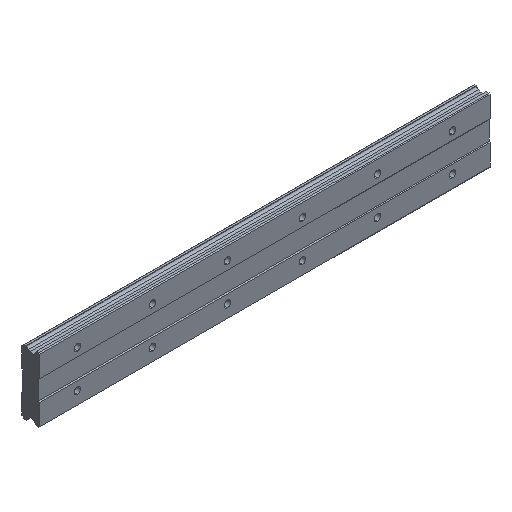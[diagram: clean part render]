
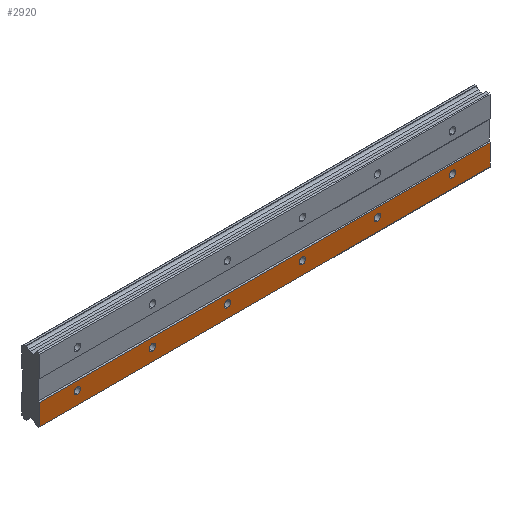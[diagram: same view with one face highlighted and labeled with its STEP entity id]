
A CAD part, isometric view. The second image highlights one B-rep face of the part: STEP entity #2920.
In plain terms, the highlighted planar face has unit normal (0, -1, 0).
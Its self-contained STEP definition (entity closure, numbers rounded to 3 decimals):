
#27 = ORIENTED_EDGE ( 'NONE', *, *, #80, .F. ) ;
#29 = EDGE_CURVE ( 'NONE', #322, #1510, #2777, .T. ) ;
#41 = CARTESIAN_POINT ( 'NONE',  ( 400., 0., -20. ) ) ;
#46 = PLANE ( 'NONE',  #2769 ) ;
#80 = EDGE_CURVE ( 'NONE', #598, #181, #1317, .T. ) ;
#92 = ORIENTED_EDGE ( 'NONE', *, *, #975, .F. ) ;
#97 = CARTESIAN_POINT ( 'NONE',  ( 240., 0., -20. ) ) ;
#106 = DIRECTION ( 'NONE',  ( 0., -1., 0. ) ) ;
#114 = DIRECTION ( 'NONE',  ( 0., 0., 1. ) ) ;
#128 = CARTESIAN_POINT ( 'NONE',  ( 160., 0., -23.5 ) ) ;
#147 = DIRECTION ( 'NONE',  ( 0., 0., 1. ) ) ;
#163 = CARTESIAN_POINT ( 'NONE',  ( 160., 0., -20. ) ) ;
#181 = VERTEX_POINT ( 'NONE', #1544 ) ;
#194 = CARTESIAN_POINT ( 'NONE',  ( 400., 0., -23.5 ) ) ;
#196 = ORIENTED_EDGE ( 'NONE', *, *, #1670, .F. ) ;
#220 = DIRECTION ( 'NONE',  ( 0., 0., 1. ) ) ;
#267 = VERTEX_POINT ( 'NONE', #194 ) ;
#291 = DIRECTION ( 'NONE',  ( 0., 0., 1. ) ) ;
#322 = VERTEX_POINT ( 'NONE', #921 ) ;
#330 = DIRECTION ( 'NONE',  ( 1., 0., 0. ) ) ;
#354 = CIRCLE ( 'NONE', #2655, 3.5 ) ;
#372 = CIRCLE ( 'NONE', #1146, 3.5 ) ;
#384 = CARTESIAN_POINT ( 'NONE',  ( 80., 0., -20. ) ) ;
#416 = EDGE_LOOP ( 'NONE', ( #2037, #1731, #27, #472 ) ) ;
#429 = ORIENTED_EDGE ( 'NONE', *, *, #1700, .F. ) ;
#472 = ORIENTED_EDGE ( 'NONE', *, *, #2172, .F. ) ;
#479 = EDGE_CURVE ( 'NONE', #2780, #761, #2742, .T. ) ;
#491 = DIRECTION ( 'NONE',  ( 0., 1., 0. ) ) ;
#530 = ORIENTED_EDGE ( 'NONE', *, *, #2793, .F. ) ;
#563 = CARTESIAN_POINT ( 'NONE',  ( 0., 0., -20. ) ) ;
#566 = CIRCLE ( 'NONE', #1387, 3.5 ) ;
#598 = VERTEX_POINT ( 'NONE', #2588 ) ;
#601 = DIRECTION ( 'NONE',  ( 0., 0., 1. ) ) ;
#622 = DIRECTION ( 'NONE',  ( 0., 0., -1. ) ) ;
#626 = ORIENTED_EDGE ( 'NONE', *, *, #742, .F. ) ;
#634 = EDGE_CURVE ( 'NONE', #2407, #267, #1426, .T. ) ;
#683 = ORIENTED_EDGE ( 'NONE', *, *, #796, .F. ) ;
#712 = VECTOR ( 'NONE', #2285, 1000. ) ;
#718 = AXIS2_PLACEMENT_3D ( 'NONE', #2918, #1824, #2249 ) ;
#719 = DIRECTION ( 'NONE',  ( 0., -1., 0. ) ) ;
#732 = CARTESIAN_POINT ( 'NONE',  ( 440., 0., -33.5 ) ) ;
#742 = EDGE_CURVE ( 'NONE', #1552, #2099, #354, .T. ) ;
#749 = FACE_BOUND ( 'NONE', #2299, .T. ) ;
#761 = VERTEX_POINT ( 'NONE', #128 ) ;
#796 = EDGE_CURVE ( 'NONE', #2441, #868, #2323, .T. ) ;
#804 = AXIS2_PLACEMENT_3D ( 'NONE', #163, #2686, #220 ) ;
#849 = DIRECTION ( 'NONE',  ( 0., 0., 1. ) ) ;
#854 = AXIS2_PLACEMENT_3D ( 'NONE', #1751, #2654, #1527 ) ;
#868 = VERTEX_POINT ( 'NONE', #1025 ) ;
#881 = VECTOR ( 'NONE', #1653, 1000. ) ;
#885 = DIRECTION ( 'NONE',  ( 0., -1., 0. ) ) ;
#920 = FACE_OUTER_BOUND ( 'NONE', #416, .T. ) ;
#921 = CARTESIAN_POINT ( 'NONE',  ( 440., 0., -33.5 ) ) ;
#964 = VERTEX_POINT ( 'NONE', #2949 ) ;
#970 = FACE_BOUND ( 'NONE', #2522, .T. ) ;
#975 = EDGE_CURVE ( 'NONE', #964, #2397, #1076, .T. ) ;
#978 = ORIENTED_EDGE ( 'NONE', *, *, #2463, .F. ) ;
#988 = AXIS2_PLACEMENT_3D ( 'NONE', #2150, #106, #601 ) ;
#992 = DIRECTION ( 'NONE',  ( 0., 0., 1. ) ) ;
#1023 = DIRECTION ( 'NONE',  ( 0., 0., 1. ) ) ;
#1025 = CARTESIAN_POINT ( 'NONE',  ( 0., 0., -23.5 ) ) ;
#1039 = AXIS2_PLACEMENT_3D ( 'NONE', #563, #2849, #849 ) ;
#1051 = CARTESIAN_POINT ( 'NONE',  ( 400., 0., -16.5 ) ) ;
#1066 = CARTESIAN_POINT ( 'NONE',  ( 0., 0., -20. ) ) ;
#1076 = CIRCLE ( 'NONE', #1167, 3.5 ) ;
#1099 = ORIENTED_EDGE ( 'NONE', *, *, #1710, .F. ) ;
#1100 = VECTOR ( 'NONE', #622, 1000. ) ;
#1146 = AXIS2_PLACEMENT_3D ( 'NONE', #1066, #1961, #2856 ) ;
#1154 = LINE ( 'NONE', #2890, #1100 ) ;
#1167 = AXIS2_PLACEMENT_3D ( 'NONE', #2556, #1618, #992 ) ;
#1174 = VECTOR ( 'NONE', #330, 1000. ) ;
#1278 = CARTESIAN_POINT ( 'NONE',  ( 240., 0., -16.5 ) ) ;
#1309 = ORIENTED_EDGE ( 'NONE', *, *, #1813, .F. ) ;
#1317 = LINE ( 'NONE', #2643, #1174 ) ;
#1365 = CARTESIAN_POINT ( 'NONE',  ( -40., 0., -11. ) ) ;
#1387 = AXIS2_PLACEMENT_3D ( 'NONE', #2685, #2886, #2488 ) ;
#1396 = EDGE_CURVE ( 'NONE', #181, #322, #1154, .T. ) ;
#1426 = CIRCLE ( 'NONE', #2511, 3.5 ) ;
#1510 = VERTEX_POINT ( 'NONE', #2331 ) ;
#1527 = DIRECTION ( 'NONE',  ( 0., 0., 1. ) ) ;
#1544 = CARTESIAN_POINT ( 'NONE',  ( 440., 0., -11. ) ) ;
#1551 = EDGE_LOOP ( 'NONE', ( #92, #1099 ) ) ;
#1552 = VERTEX_POINT ( 'NONE', #1902 ) ;
#1581 = CIRCLE ( 'NONE', #2434, 3.5 ) ;
#1618 = DIRECTION ( 'NONE',  ( 0., -1., 0. ) ) ;
#1645 = FACE_BOUND ( 'NONE', #1998, .T. ) ;
#1653 = DIRECTION ( 'NONE',  ( -1., 0., 0. ) ) ;
#1660 = FACE_BOUND ( 'NONE', #2085, .T. ) ;
#1670 = EDGE_CURVE ( 'NONE', #868, #2441, #372, .T. ) ;
#1700 = EDGE_CURVE ( 'NONE', #2099, #1552, #2147, .T. ) ;
#1710 = EDGE_CURVE ( 'NONE', #2397, #964, #566, .T. ) ;
#1730 = AXIS2_PLACEMENT_3D ( 'NONE', #97, #1938, #1023 ) ;
#1731 = ORIENTED_EDGE ( 'NONE', *, *, #1396, .F. ) ;
#1751 = CARTESIAN_POINT ( 'NONE',  ( 80., 0., -20. ) ) ;
#1813 = EDGE_CURVE ( 'NONE', #2487, #2382, #1581, .T. ) ;
#1824 = DIRECTION ( 'NONE',  ( 0., -1., 0. ) ) ;
#1866 = ORIENTED_EDGE ( 'NONE', *, *, #2732, .F. ) ;
#1887 = FACE_BOUND ( 'NONE', #1551, .T. ) ;
#1902 = CARTESIAN_POINT ( 'NONE',  ( 80., 0., -23.5 ) ) ;
#1938 = DIRECTION ( 'NONE',  ( 0., -1., 0. ) ) ;
#1961 = DIRECTION ( 'NONE',  ( 0., -1., 0. ) ) ;
#1998 = EDGE_LOOP ( 'NONE', ( #429, #626 ) ) ;
#2012 = CIRCLE ( 'NONE', #1730, 3.5 ) ;
#2037 = ORIENTED_EDGE ( 'NONE', *, *, #29, .F. ) ;
#2085 = EDGE_LOOP ( 'NONE', ( #683, #196 ) ) ;
#2091 = FACE_BOUND ( 'NONE', #2663, .T. ) ;
#2099 = VERTEX_POINT ( 'NONE', #2938 ) ;
#2134 = DIRECTION ( 'NONE',  ( 0., 0., 1. ) ) ;
#2147 = CIRCLE ( 'NONE', #854, 3.5 ) ;
#2150 = CARTESIAN_POINT ( 'NONE',  ( 160., 0., -20. ) ) ;
#2170 = CARTESIAN_POINT ( 'NONE',  ( 240., 0., -23.5 ) ) ;
#2172 = EDGE_CURVE ( 'NONE', #1510, #598, #2706, .T. ) ;
#2185 = CARTESIAN_POINT ( 'NONE',  ( 320., 0., -23.5 ) ) ;
#2237 = CIRCLE ( 'NONE', #718, 3.5 ) ;
#2249 = DIRECTION ( 'NONE',  ( 0., 0., 1. ) ) ;
#2256 = ORIENTED_EDGE ( 'NONE', *, *, #634, .F. ) ;
#2270 = ORIENTED_EDGE ( 'NONE', *, *, #479, .F. ) ;
#2285 = DIRECTION ( 'NONE',  ( 0., 0., 1. ) ) ;
#2299 = EDGE_LOOP ( 'NONE', ( #2270, #530 ) ) ;
#2323 = CIRCLE ( 'NONE', #1039, 3.5 ) ;
#2331 = CARTESIAN_POINT ( 'NONE',  ( -40., 0., -33.5 ) ) ;
#2382 = VERTEX_POINT ( 'NONE', #1278 ) ;
#2397 = VERTEX_POINT ( 'NONE', #2185 ) ;
#2407 = VERTEX_POINT ( 'NONE', #1051 ) ;
#2423 = DIRECTION ( 'NONE',  ( 0., -1., 0. ) ) ;
#2434 = AXIS2_PLACEMENT_3D ( 'NONE', #2929, #885, #147 ) ;
#2441 = VERTEX_POINT ( 'NONE', #2862 ) ;
#2463 = EDGE_CURVE ( 'NONE', #2382, #2487, #2012, .T. ) ;
#2487 = VERTEX_POINT ( 'NONE', #2170 ) ;
#2488 = DIRECTION ( 'NONE',  ( 0., 0., 1. ) ) ;
#2489 = CARTESIAN_POINT ( 'NONE',  ( 160., 0., -16.5 ) ) ;
#2511 = AXIS2_PLACEMENT_3D ( 'NONE', #41, #719, #291 ) ;
#2522 = EDGE_LOOP ( 'NONE', ( #978, #1309 ) ) ;
#2549 = CARTESIAN_POINT ( 'NONE',  ( 440., 0., -11. ) ) ;
#2556 = CARTESIAN_POINT ( 'NONE',  ( 320., 0., -20. ) ) ;
#2588 = CARTESIAN_POINT ( 'NONE',  ( -40., 0., -11. ) ) ;
#2626 = CIRCLE ( 'NONE', #804, 3.5 ) ;
#2643 = CARTESIAN_POINT ( 'NONE',  ( 440., 0., -11. ) ) ;
#2654 = DIRECTION ( 'NONE',  ( 0., -1., 0. ) ) ;
#2655 = AXIS2_PLACEMENT_3D ( 'NONE', #384, #2423, #114 ) ;
#2663 = EDGE_LOOP ( 'NONE', ( #2256, #1866 ) ) ;
#2685 = CARTESIAN_POINT ( 'NONE',  ( 320., 0., -20. ) ) ;
#2686 = DIRECTION ( 'NONE',  ( 0., -1., 0. ) ) ;
#2706 = LINE ( 'NONE', #1365, #712 ) ;
#2732 = EDGE_CURVE ( 'NONE', #267, #2407, #2237, .T. ) ;
#2742 = CIRCLE ( 'NONE', #988, 3.5 ) ;
#2769 = AXIS2_PLACEMENT_3D ( 'NONE', #2549, #491, #2134 ) ;
#2777 = LINE ( 'NONE', #732, #881 ) ;
#2780 = VERTEX_POINT ( 'NONE', #2489 ) ;
#2793 = EDGE_CURVE ( 'NONE', #761, #2780, #2626, .T. ) ;
#2849 = DIRECTION ( 'NONE',  ( 0., -1., 0. ) ) ;
#2856 = DIRECTION ( 'NONE',  ( 0., 0., 1. ) ) ;
#2862 = CARTESIAN_POINT ( 'NONE',  ( 0., 0., -16.5 ) ) ;
#2886 = DIRECTION ( 'NONE',  ( 0., -1., 0. ) ) ;
#2890 = CARTESIAN_POINT ( 'NONE',  ( 440., 0., -11. ) ) ;
#2918 = CARTESIAN_POINT ( 'NONE',  ( 400., 0., -20. ) ) ;
#2920 = ADVANCED_FACE ( 'NONE', ( #920, #1660, #2091, #1887, #970, #749, #1645 ), #46, .F. ) ;
#2929 = CARTESIAN_POINT ( 'NONE',  ( 240., 0., -20. ) ) ;
#2938 = CARTESIAN_POINT ( 'NONE',  ( 80., 0., -16.5 ) ) ;
#2949 = CARTESIAN_POINT ( 'NONE',  ( 320., 0., -16.5 ) ) ;
